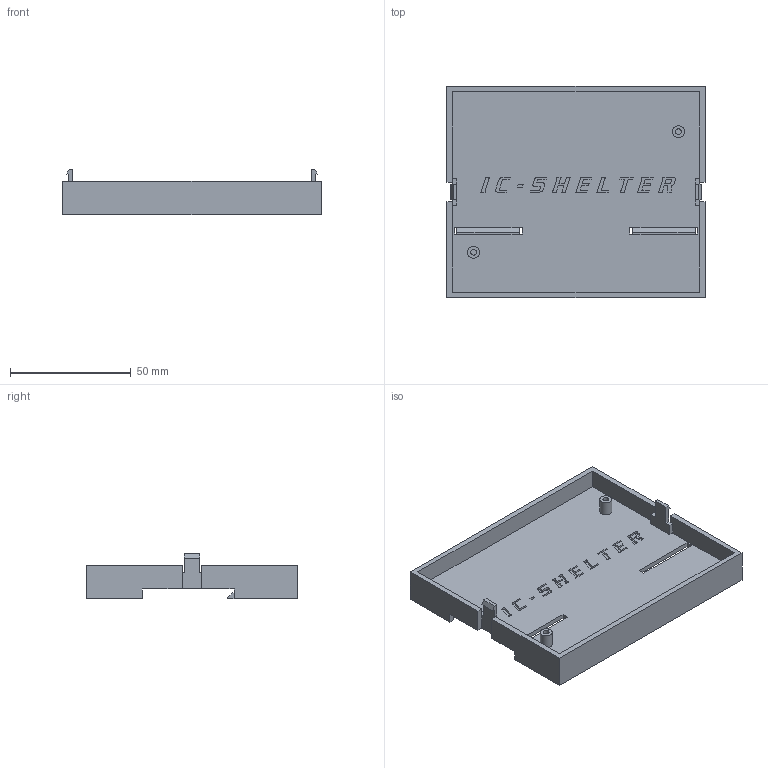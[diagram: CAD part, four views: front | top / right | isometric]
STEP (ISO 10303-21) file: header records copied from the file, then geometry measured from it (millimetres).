
FILE_DESCRIPTION(/* description */ (''),/* implementation_level */ '2;1');
FILE_NAME(/* name */ 'f2bffcb8-d25d-4759-9b00-1b16c6277453.stp',/* time_stamp */ '2021-12-13T22:55:14+00:00',/* author */ (''),/* organization */ (''),/* preprocessor_version */ 'ST-DEVELOPER v18.1',/* originating_system */ 'Autodesk Translation Framework v10.10.0.1391',/* authorisation */ '');
FILE_SCHEMA (('AUTOMOTIVE_DESIGN { 1 0 10303 214 3 1 1 }'));
Length unit declared in the file: millimetre
Products named in the file (2): Base; Base Metalic Box
Assembly tree (1 placements, depth 2):
  Base
    Base Metalic Box
Bounding box: 107 x 87.7 x 18.75 mm (x, y, z)
Volume: 29601.1 mm3; surface area: 30184.5 mm2
Topology: 1 solids, 1 shells, 257 faces, 722 edges, 480 vertices
Faces by surface type: plane 194, bspline 59, cylinder 4
Full cylindrical faces by diameter (mm): 2.4 x2, 5 x2
Entity records: 9899 total; most frequent: CARTESIAN_POINT 3578, ORIENTED_EDGE 1444, DIRECTION 1016, EDGE_CURVE 722, LINE 596, VECTOR 596, VERTEX_POINT 480, EDGE_LOOP 274
